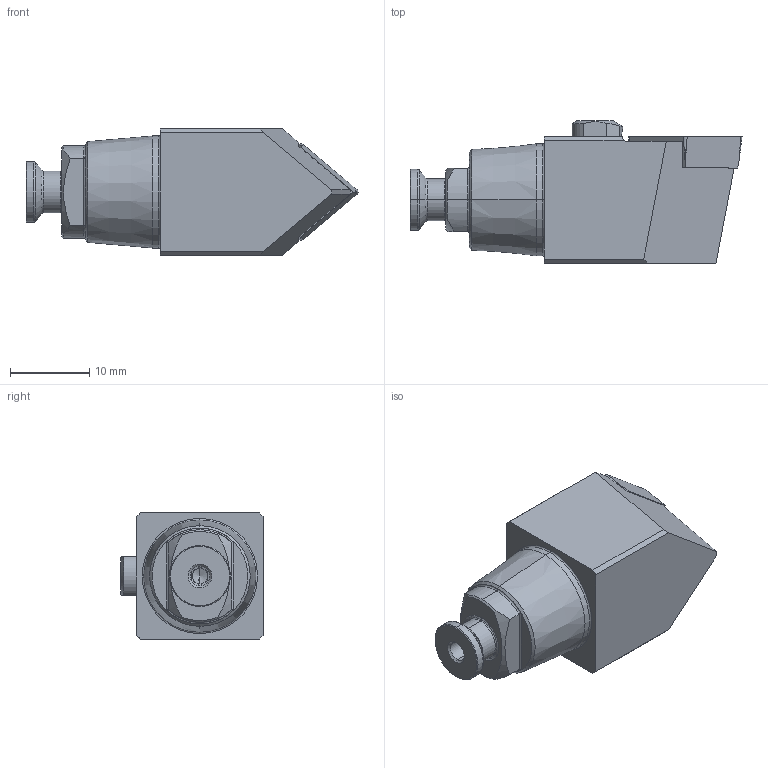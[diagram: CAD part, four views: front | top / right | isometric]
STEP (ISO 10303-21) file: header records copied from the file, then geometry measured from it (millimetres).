
FILE_DESCRIPTION (( 'STEP AP203' ), '1' );
FILE_NAME ('LW4.SCMCN.0025.09.STEP', '2024-08-26T13:38:45', ( '' ), ( '' ), 'SwSTEP 2.0', 'SolidWorks 2022', '' );
FILE_SCHEMA (( 'CONFIG_CONTROL_DESIGN' ));
Length unit declared in the file: millimetre
Products named in the file (7): LWX-ER1.007.002; LW4-KCB.NMA.025_A; WCB-ER2.001.009_A; LW4-U00.ER1.000_B; LW4.SCMCN.0025.09; ISO 14581 - M2x10; CCMT09T304
Assembly tree (6 placements, depth 2):
  LW4.SCMCN.0025.09
    LW4-KCB.NMA.025_A
    LW4-U00.ER1.000_B
    LWX-ER1.007.002
    ISO 14581 - M2x10
    WCB-ER2.001.009_A
    CCMT09T304
Bounding box: 42 x 18 x 16 mm (x, y, z)
Volume: 6363 mm3; surface area: 3675.2 mm2
Topology: 6 solids, 6 shells, 262 faces, 638 edges, 377 vertices
Faces by surface type: cylinder 80, cone 74, plane 69, torus 25, bspline 12, sphere 2
Entity records: 8716 total; most frequent: CARTESIAN_POINT 2007, DIRECTION 1289, ORIENTED_EDGE 1244, EDGE_CURVE 622, AXIS2_PLACEMENT_3D 517, VERTEX_POINT 377, EDGE_LOOP 275, ADVANCED_FACE 262
